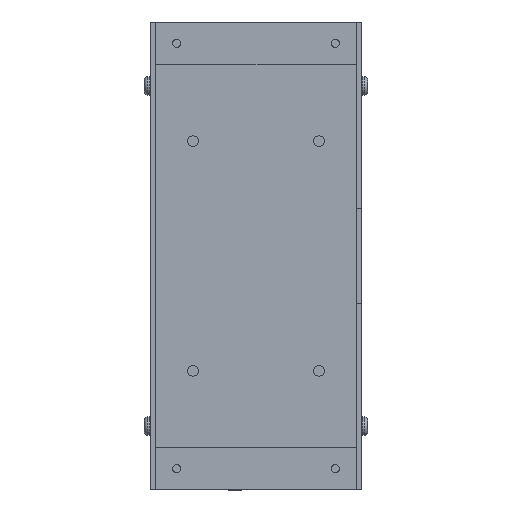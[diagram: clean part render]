
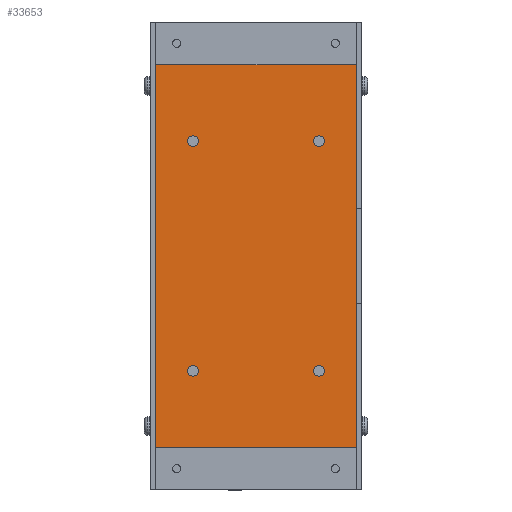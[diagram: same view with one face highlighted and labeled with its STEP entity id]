
A CAD part, front view. The second image highlights one B-rep face of the part: STEP entity #33653.
In plain terms, the highlighted face is planar.
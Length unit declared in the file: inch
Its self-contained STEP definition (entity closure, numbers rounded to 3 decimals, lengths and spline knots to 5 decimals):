
#3465=VECTOR('',#38518,1.);
#3468=VECTOR('',#38522,1.);
#3470=VECTOR('',#38525,1.);
#3471=VECTOR('',#38527,1.);
#6033=LINE('',#45696,#3465);
#6036=LINE('',#45702,#3468);
#6038=LINE('',#45706,#3470);
#6039=LINE('',#45708,#3471);
#8595=PLANE('',#35662);
#9426=VERTEX_POINT('',#45596);
#9428=VERTEX_POINT('',#45602);
#9430=VERTEX_POINT('',#45608);
#9432=VERTEX_POINT('',#45614);
#9459=VERTEX_POINT('',#45695);
#9460=VERTEX_POINT('',#45697);
#9461=VERTEX_POINT('',#45701);
#9462=VERTEX_POINT('',#45705);
#12790=CIRCLE('',#35621,0.06382);
#12792=CIRCLE('',#35625,0.06382);
#12794=CIRCLE('',#35629,0.06382);
#12796=CIRCLE('',#35633,0.06382);
#13911=EDGE_CURVE('',#9426,#9426,#12790,.T.);
#13913=EDGE_CURVE('',#9428,#9428,#12792,.T.);
#13915=EDGE_CURVE('',#9430,#9430,#12794,.T.);
#13917=EDGE_CURVE('',#9432,#9432,#12796,.T.);
#13953=EDGE_CURVE('',#9459,#9460,#6033,.T.);
#13956=EDGE_CURVE('',#9461,#9459,#6036,.T.);
#13958=EDGE_CURVE('',#9462,#9461,#6038,.T.);
#13959=EDGE_CURVE('',#9460,#9462,#6039,.T.);
#19042=ORIENTED_EDGE('',*,*,#13911,.T.);
#19043=ORIENTED_EDGE('',*,*,#13913,.T.);
#19044=ORIENTED_EDGE('',*,*,#13915,.T.);
#19045=ORIENTED_EDGE('',*,*,#13917,.T.);
#19046=ORIENTED_EDGE('',*,*,#13959,.F.);
#19047=ORIENTED_EDGE('',*,*,#13953,.F.);
#19048=ORIENTED_EDGE('',*,*,#13956,.F.);
#19049=ORIENTED_EDGE('',*,*,#13958,.F.);
#29067=EDGE_LOOP('',(#19042));
#29068=EDGE_LOOP('',(#19043));
#29069=EDGE_LOOP('',(#19044));
#29070=EDGE_LOOP('',(#19045));
#29071=EDGE_LOOP('',(#19046,#19047,#19048,#19049));
#31367=FACE_BOUND('',#29067,.T.);
#31368=FACE_BOUND('',#29068,.T.);
#31369=FACE_BOUND('',#29069,.T.);
#31370=FACE_BOUND('',#29070,.T.);
#31371=FACE_BOUND('',#29071,.T.);
#33653=ADVANCED_FACE('',(#31367,#31368,#31369,#31370,#31371),#8595,.F.);
#35621=AXIS2_PLACEMENT_3D('',#45595,#38432,#38433);
#35625=AXIS2_PLACEMENT_3D('',#45601,#38439,#38440);
#35629=AXIS2_PLACEMENT_3D('',#45607,#38446,#38447);
#35633=AXIS2_PLACEMENT_3D('',#45613,#38453,#38454);
#35662=AXIS2_PLACEMENT_3D('',#45709,#38528,$);
#38432=DIRECTION('',(0.,0.,1.));
#38433=DIRECTION('',(0.064,0.,0.));
#38439=DIRECTION('',(0.,0.,1.));
#38440=DIRECTION('',(0.064,0.,0.));
#38446=DIRECTION('',(0.,0.,1.));
#38447=DIRECTION('',(0.064,0.,0.));
#38453=DIRECTION('',(0.,0.,1.));
#38454=DIRECTION('',(0.064,0.,0.));
#38518=DIRECTION('',(-1.,0.,0.));
#38522=DIRECTION('',(0.,1.,0.));
#38525=DIRECTION('',(1.,0.,0.));
#38527=DIRECTION('',(0.,-1.,0.));
#38528=DIRECTION('',(0.,0.,1.));
#45595=CARTESIAN_POINT('',(-1.35,-0.74,0.));
#45596=CARTESIAN_POINT('',(-1.28618,-0.74,0.));
#45601=CARTESIAN_POINT('',(-1.35,0.74,0.));
#45602=CARTESIAN_POINT('',(-1.28618,0.74,0.));
#45607=CARTESIAN_POINT('',(1.35,-0.74,0.));
#45608=CARTESIAN_POINT('',(1.41382,-0.74,0.));
#45613=CARTESIAN_POINT('',(1.35,0.74,0.));
#45614=CARTESIAN_POINT('',(1.41382,0.74,0.));
#45695=CARTESIAN_POINT('',(2.25,1.18,0.));
#45696=CARTESIAN_POINT('',(2.25,1.18,0.));
#45697=CARTESIAN_POINT('',(-2.25,1.18,0.));
#45701=CARTESIAN_POINT('',(2.25,-1.18,0.));
#45702=CARTESIAN_POINT('',(2.25,-1.18,0.));
#45705=CARTESIAN_POINT('',(-2.25,-1.18,0.));
#45706=CARTESIAN_POINT('',(-2.25,-1.18,0.));
#45708=CARTESIAN_POINT('',(-2.25,1.18,0.));
#45709=CARTESIAN_POINT('',(0.,0.,0.));
